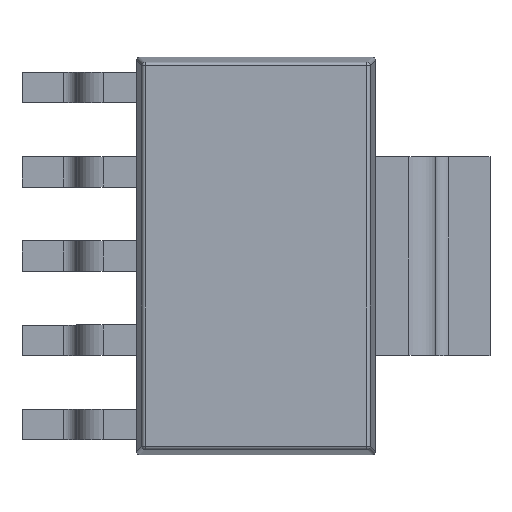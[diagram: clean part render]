
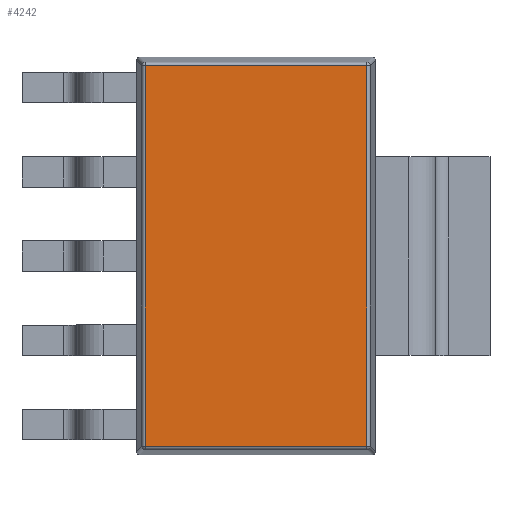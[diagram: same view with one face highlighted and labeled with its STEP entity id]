
A CAD part, top view. The second image highlights one B-rep face of the part: STEP entity #4242.
In plain terms, the highlighted planar face has unit normal (0, 0, 1).
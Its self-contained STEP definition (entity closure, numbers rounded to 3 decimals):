
#3417 = CYLINDRICAL_SURFACE('',#3418,0.05);
#3418 = AXIS2_PLACEMENT_3D('',#3419,#3420,#3421);
#3419 = CARTESIAN_POINT('',(0.128,0.083,1.73));
#3420 = DIRECTION('',(0.,1.,0.));
#3421 = DIRECTION('',(-0.995,0.,0.105));
#3547 = CYLINDRICAL_SURFACE('',#3548,0.05);
#3548 = AXIS2_PLACEMENT_3D('',#3549,#3550,#3551);
#3549 = CARTESIAN_POINT('',(0.083,0.128,1.73));
#3550 = DIRECTION('',(1.,0.,0.));
#3551 = DIRECTION('',(0.,-0.995,0.105));
#3677 = CYLINDRICAL_SURFACE('',#3678,0.05);
#3678 = AXIS2_PLACEMENT_3D('',#3679,#3680,#3681);
#3679 = CARTESIAN_POINT('',(0.083,5.872,1.73));
#3680 = DIRECTION('',(1.,0.,0.));
#3681 = DIRECTION('',(0.,0.995,0.105));
#3753 = CYLINDRICAL_SURFACE('',#3754,0.05);
#3754 = AXIS2_PLACEMENT_3D('',#3755,#3756,#3757);
#3755 = CARTESIAN_POINT('',(3.472,0.083,1.73));
#3756 = DIRECTION('',(0.,1.,0.));
#3757 = DIRECTION('',(0.995,0.,0.105));
#3863 = VERTEX_POINT('',#3864);
#3864 = CARTESIAN_POINT('',(0.128,0.128,1.78));
#3892 = EDGE_CURVE('',#3863,#3893,#3895,.T.);
#3893 = VERTEX_POINT('',#3894);
#3894 = CARTESIAN_POINT('',(0.128,5.872,1.78));
#3895 = SURFACE_CURVE('',#3896,(#3900,#3907),.PCURVE_S1.);
#3896 = LINE('',#3897,#3898);
#3897 = CARTESIAN_POINT('',(0.128,0.083,1.78));
#3898 = VECTOR('',#3899,1.);
#3899 = DIRECTION('',(0.,1.,0.));
#3900 = PCURVE('',#3417,#3901);
#3901 = DEFINITIONAL_REPRESENTATION('',(#3902),#3906);
#3902 = LINE('',#3903,#3904);
#3903 = CARTESIAN_POINT('',(1.466,0.));
#3904 = VECTOR('',#3905,1.);
#3905 = DIRECTION('',(0.,1.));
#3906 = ( GEOMETRIC_REPRESENTATION_CONTEXT(2) 
PARAMETRIC_REPRESENTATION_CONTEXT() REPRESENTATION_CONTEXT('2D SPACE',''
  ) );
#3907 = PCURVE('',#3908,#3913);
#3908 = PLANE('',#3909);
#3909 = AXIS2_PLACEMENT_3D('',#3910,#3911,#3912);
#3910 = CARTESIAN_POINT('',(0.,0.,1.78));
#3911 = DIRECTION('',(0.,0.,1.));
#3912 = DIRECTION('',(1.,0.,0.));
#3913 = DEFINITIONAL_REPRESENTATION('',(#3914),#3918);
#3914 = LINE('',#3915,#3916);
#3915 = CARTESIAN_POINT('',(0.128,0.083));
#3916 = VECTOR('',#3917,1.);
#3917 = DIRECTION('',(0.,1.));
#3918 = ( GEOMETRIC_REPRESENTATION_CONTEXT(2) 
PARAMETRIC_REPRESENTATION_CONTEXT() REPRESENTATION_CONTEXT('2D SPACE',''
  ) );
#4000 = EDGE_CURVE('',#3863,#4001,#4003,.T.);
#4001 = VERTEX_POINT('',#4002);
#4002 = CARTESIAN_POINT('',(3.472,0.128,1.78));
#4003 = SURFACE_CURVE('',#4004,(#4008,#4015),.PCURVE_S1.);
#4004 = LINE('',#4005,#4006);
#4005 = CARTESIAN_POINT('',(0.083,0.128,1.78));
#4006 = VECTOR('',#4007,1.);
#4007 = DIRECTION('',(1.,0.,0.));
#4008 = PCURVE('',#3547,#4009);
#4009 = DEFINITIONAL_REPRESENTATION('',(#4010),#4014);
#4010 = LINE('',#4011,#4012);
#4011 = CARTESIAN_POINT('',(-1.466,0.));
#4012 = VECTOR('',#4013,1.);
#4013 = DIRECTION('',(0.,1.));
#4014 = ( GEOMETRIC_REPRESENTATION_CONTEXT(2) 
PARAMETRIC_REPRESENTATION_CONTEXT() REPRESENTATION_CONTEXT('2D SPACE',''
  ) );
#4015 = PCURVE('',#3908,#4016);
#4016 = DEFINITIONAL_REPRESENTATION('',(#4017),#4021);
#4017 = LINE('',#4018,#4019);
#4018 = CARTESIAN_POINT('',(0.083,0.128));
#4019 = VECTOR('',#4020,1.);
#4020 = DIRECTION('',(1.,0.));
#4021 = ( GEOMETRIC_REPRESENTATION_CONTEXT(2) 
PARAMETRIC_REPRESENTATION_CONTEXT() REPRESENTATION_CONTEXT('2D SPACE',''
  ) );
#4110 = EDGE_CURVE('',#3893,#4111,#4113,.T.);
#4111 = VERTEX_POINT('',#4112);
#4112 = CARTESIAN_POINT('',(3.472,5.872,1.78));
#4113 = SURFACE_CURVE('',#4114,(#4118,#4125),.PCURVE_S1.);
#4114 = LINE('',#4115,#4116);
#4115 = CARTESIAN_POINT('',(0.083,5.872,1.78));
#4116 = VECTOR('',#4117,1.);
#4117 = DIRECTION('',(1.,0.,0.));
#4118 = PCURVE('',#3677,#4119);
#4119 = DEFINITIONAL_REPRESENTATION('',(#4120),#4124);
#4120 = LINE('',#4121,#4122);
#4121 = CARTESIAN_POINT('',(1.466,0.));
#4122 = VECTOR('',#4123,1.);
#4123 = DIRECTION('',(0.,1.));
#4124 = ( GEOMETRIC_REPRESENTATION_CONTEXT(2) 
PARAMETRIC_REPRESENTATION_CONTEXT() REPRESENTATION_CONTEXT('2D SPACE',''
  ) );
#4125 = PCURVE('',#3908,#4126);
#4126 = DEFINITIONAL_REPRESENTATION('',(#4127),#4131);
#4127 = LINE('',#4128,#4129);
#4128 = CARTESIAN_POINT('',(0.083,5.872));
#4129 = VECTOR('',#4130,1.);
#4130 = DIRECTION('',(1.,0.));
#4131 = ( GEOMETRIC_REPRESENTATION_CONTEXT(2) 
PARAMETRIC_REPRESENTATION_CONTEXT() REPRESENTATION_CONTEXT('2D SPACE',''
  ) );
#4188 = EDGE_CURVE('',#4001,#4111,#4189,.T.);
#4189 = SURFACE_CURVE('',#4190,(#4194,#4201),.PCURVE_S1.);
#4190 = LINE('',#4191,#4192);
#4191 = CARTESIAN_POINT('',(3.472,0.083,1.78));
#4192 = VECTOR('',#4193,1.);
#4193 = DIRECTION('',(0.,1.,0.));
#4194 = PCURVE('',#3753,#4195);
#4195 = DEFINITIONAL_REPRESENTATION('',(#4196),#4200);
#4196 = LINE('',#4197,#4198);
#4197 = CARTESIAN_POINT('',(-1.466,0.));
#4198 = VECTOR('',#4199,1.);
#4199 = DIRECTION('',(0.,1.));
#4200 = ( GEOMETRIC_REPRESENTATION_CONTEXT(2) 
PARAMETRIC_REPRESENTATION_CONTEXT() REPRESENTATION_CONTEXT('2D SPACE',''
  ) );
#4201 = PCURVE('',#3908,#4202);
#4202 = DEFINITIONAL_REPRESENTATION('',(#4203),#4207);
#4203 = LINE('',#4204,#4205);
#4204 = CARTESIAN_POINT('',(3.472,0.083));
#4205 = VECTOR('',#4206,1.);
#4206 = DIRECTION('',(0.,1.));
#4207 = ( GEOMETRIC_REPRESENTATION_CONTEXT(2) 
PARAMETRIC_REPRESENTATION_CONTEXT() REPRESENTATION_CONTEXT('2D SPACE',''
  ) );
#4242 = ADVANCED_FACE('',(#4243),#3908,.T.);
#4243 = FACE_BOUND('',#4244,.T.);
#4244 = EDGE_LOOP('',(#4245,#4246,#4247,#4248));
#4245 = ORIENTED_EDGE('',*,*,#3892,.F.);
#4246 = ORIENTED_EDGE('',*,*,#4000,.T.);
#4247 = ORIENTED_EDGE('',*,*,#4188,.T.);
#4248 = ORIENTED_EDGE('',*,*,#4110,.F.);
